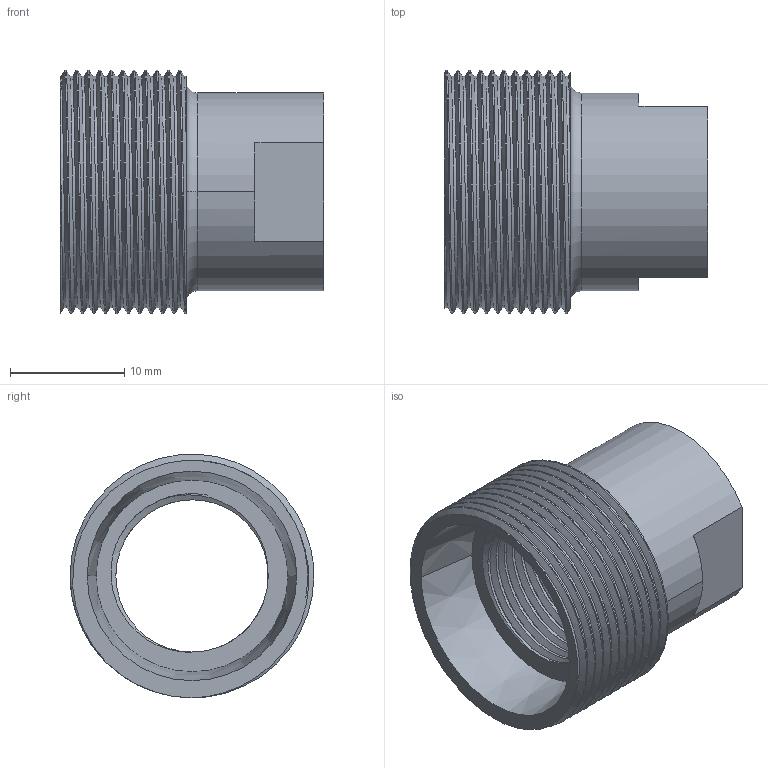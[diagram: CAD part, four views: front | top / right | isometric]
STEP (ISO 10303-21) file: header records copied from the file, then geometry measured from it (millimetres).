
FILE_DESCRIPTION (( 'STEP AP203' ), '1' );
FILE_NAME ('3D_R131-G_1-2_17102840.STEP', '2024-08-15T09:44:31', ( '' ), ( '' ), 'SwSTEP 2.0', 'SolidWorks 2024', '' );
FILE_SCHEMA (( 'CONFIG_CONTROL_DESIGN' ));
Length unit declared in the file: millimetre
Products named in the file (1): 3D_R131-G_1-2_17102840
Bounding box: 23 x 21.3 x 21.29 mm (x, y, z)
Volume: 2503.9 mm3; surface area: 3655.9 mm2
Topology: 1 solids, 1 shells, 79 faces, 222 edges, 147 vertices
Faces by surface type: cylinder 61, plane 8, bspline 6, torus 2, cone 2
Entity records: 8538 total; most frequent: CARTESIAN_POINT 6805, ORIENTED_EDGE 444, DIRECTION 257, EDGE_CURVE 222, VERTEX_POINT 147, AXIS2_PLACEMENT_3D 94, EDGE_LOOP 83, ADVANCED_FACE 79
